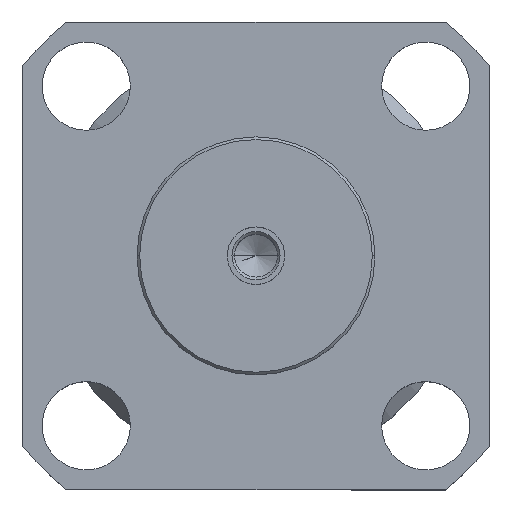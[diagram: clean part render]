
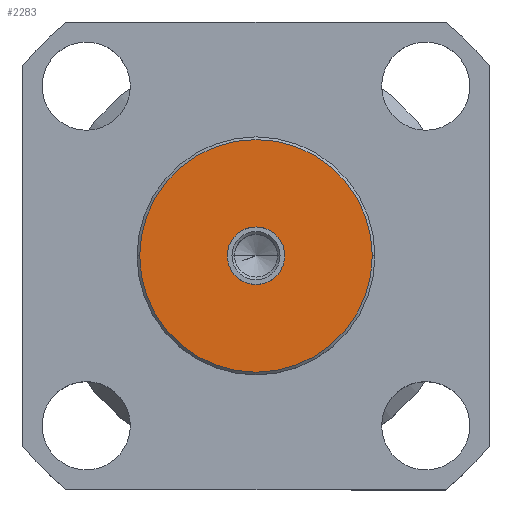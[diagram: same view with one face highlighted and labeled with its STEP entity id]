
A CAD part, top view. The second image highlights one B-rep face of the part: STEP entity #2283.
In plain terms, the highlighted planar face has unit normal (0, 0, 1).
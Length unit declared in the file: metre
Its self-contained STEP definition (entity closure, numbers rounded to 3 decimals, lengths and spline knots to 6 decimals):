
#49 = CARTESIAN_POINT ( 'NONE',  ( 0.003475, 0., 0.0015 ) ) ;
#50 = EDGE_CURVE ( 'NONE', #666, #1216, #226, .T. ) ;
#61 = CARTESIAN_POINT ( 'NONE',  ( 0., 0., 0.0015 ) ) ;
#207 = AXIS2_PLACEMENT_3D ( 'NONE', #61, #1449, #257 ) ;
#226 = CIRCLE ( 'NONE', #2531, 0.001075 ) ;
#244 = DIRECTION ( 'NONE',  ( 0., 0., 1. ) ) ;
#257 = DIRECTION ( 'NONE',  ( -1., 0., 0. ) ) ;
#294 = CARTESIAN_POINT ( 'NONE',  ( -0.001075, 0., 0.0015 ) ) ;
#390 = EDGE_CURVE ( 'NONE', #2008, #815, #1070, .T. ) ;
#523 = FACE_BOUND ( 'NONE', #2216, .T. ) ;
#552 = AXIS2_PLACEMENT_3D ( 'NONE', #580, #1980, #790 ) ;
#580 = CARTESIAN_POINT ( 'NONE',  ( 0., 0., 0.0015 ) ) ;
#666 = VERTEX_POINT ( 'NONE', #294 ) ;
#699 = AXIS2_PLACEMENT_3D ( 'NONE', #2051, #734, #1495 ) ;
#702 = AXIS2_PLACEMENT_3D ( 'NONE', #49, #244, #1638 ) ;
#734 = DIRECTION ( 'NONE',  ( 0., 0., 1. ) ) ;
#747 = DIRECTION ( 'NONE',  ( 0., 0., 1. ) ) ;
#768 = CARTESIAN_POINT ( 'NONE',  ( -0.00435, 0., 0.0015 ) ) ;
#790 = DIRECTION ( 'NONE',  ( -1., 0., 0. ) ) ;
#815 = VERTEX_POINT ( 'NONE', #2092 ) ;
#818 = CIRCLE ( 'NONE', #552, 0.00435 ) ;
#851 = EDGE_CURVE ( 'NONE', #1216, #666, #2378, .T. ) ;
#950 = CARTESIAN_POINT ( 'NONE',  ( 0., 0., 0.0015 ) ) ;
#1070 = CIRCLE ( 'NONE', #699, 0.00435 ) ;
#1099 = EDGE_CURVE ( 'NONE', #815, #2008, #818, .T. ) ;
#1216 = VERTEX_POINT ( 'NONE', #2278 ) ;
#1243 = PLANE ( 'NONE',  #702 ) ;
#1306 = ORIENTED_EDGE ( 'NONE', *, *, #390, .T. ) ;
#1402 = ORIENTED_EDGE ( 'NONE', *, *, #851, .F. ) ;
#1403 = ORIENTED_EDGE ( 'NONE', *, *, #1099, .T. ) ;
#1449 = DIRECTION ( 'NONE',  ( 0., 0., 1. ) ) ;
#1495 = DIRECTION ( 'NONE',  ( -1., 0., 0. ) ) ;
#1575 = EDGE_LOOP ( 'NONE', ( #1306, #1403 ) ) ;
#1638 = DIRECTION ( 'NONE',  ( 0., -1., 0. ) ) ;
#1980 = DIRECTION ( 'NONE',  ( 0., 0., 1. ) ) ;
#2008 = VERTEX_POINT ( 'NONE', #768 ) ;
#2051 = CARTESIAN_POINT ( 'NONE',  ( 0., 0., 0.0015 ) ) ;
#2092 = CARTESIAN_POINT ( 'NONE',  ( 0.00435, 0., 0.0015 ) ) ;
#2216 = EDGE_LOOP ( 'NONE', ( #2250, #1402 ) ) ;
#2250 = ORIENTED_EDGE ( 'NONE', *, *, #50, .F. ) ;
#2278 = CARTESIAN_POINT ( 'NONE',  ( 0.001075, 0., 0.0015 ) ) ;
#2283 = ADVANCED_FACE ( 'NONE', ( #2393, #523 ), #1243, .T. ) ;
#2339 = DIRECTION ( 'NONE',  ( -1., 0., 0. ) ) ;
#2378 = CIRCLE ( 'NONE', #207, 0.001075 ) ;
#2393 = FACE_OUTER_BOUND ( 'NONE', #1575, .T. ) ;
#2531 = AXIS2_PLACEMENT_3D ( 'NONE', #950, #747, #2339 ) ;
